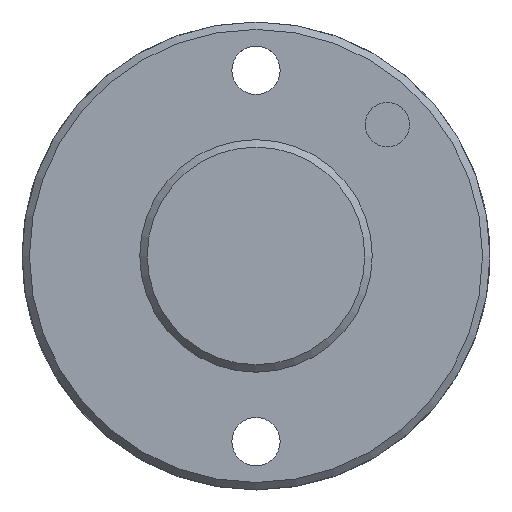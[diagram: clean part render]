
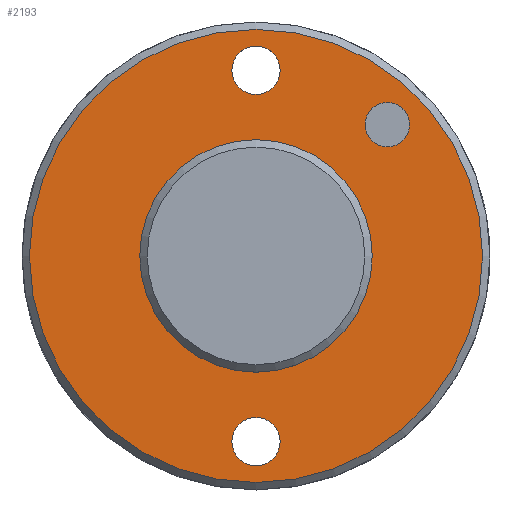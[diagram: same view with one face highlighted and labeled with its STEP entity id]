
A CAD part, top view. The second image highlights one B-rep face of the part: STEP entity #2193.
In plain terms, the highlighted planar face has unit normal (0, 0, 1).
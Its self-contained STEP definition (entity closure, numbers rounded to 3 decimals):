
#68=FACE_BOUND('',#722,.T.);
#69=FACE_BOUND('',#723,.T.);
#70=FACE_BOUND('',#724,.T.);
#71=FACE_BOUND('',#725,.T.);
#580=FACE_OUTER_BOUND('',#721,.T.);
#721=EDGE_LOOP('',(#1702));
#722=EDGE_LOOP('',(#1703));
#723=EDGE_LOOP('',(#1704));
#724=EDGE_LOOP('',(#1705));
#725=EDGE_LOOP('',(#1706));
#847=CIRCLE('',#2350,3.);
#849=CIRCLE('',#2353,3.25);
#850=CIRCLE('',#2355,15.65);
#858=CIRCLE('',#2369,3.25);
#877=CIRCLE('',#2403,30.5);
#997=VERTEX_POINT('',#3437);
#999=VERTEX_POINT('',#3443);
#1000=VERTEX_POINT('',#3447);
#1008=VERTEX_POINT('',#3473);
#1035=VERTEX_POINT('',#3556);
#1233=EDGE_CURVE('',#997,#997,#847,.T.);
#1237=EDGE_CURVE('',#999,#999,#849,.T.);
#1239=EDGE_CURVE('',#1000,#1000,#850,.T.);
#1251=EDGE_CURVE('',#1008,#1008,#858,.T.);
#1291=EDGE_CURVE('',#1035,#1035,#877,.T.);
#1702=ORIENTED_EDGE('',*,*,#1291,.F.);
#1703=ORIENTED_EDGE('',*,*,#1239,.T.);
#1704=ORIENTED_EDGE('',*,*,#1251,.T.);
#1705=ORIENTED_EDGE('',*,*,#1237,.T.);
#1706=ORIENTED_EDGE('',*,*,#1233,.T.);
#2092=PLANE('',#2402);
#2193=ADVANCED_FACE('',(#580,#68,#69,#70,#71),#2092,.T.);
#2350=AXIS2_PLACEMENT_3D('',#3438,#2727,#2728);
#2353=AXIS2_PLACEMENT_3D('',#3445,#2735,#2736);
#2355=AXIS2_PLACEMENT_3D('',#3449,#2740,#2741);
#2369=AXIS2_PLACEMENT_3D('',#3475,#2772,#2773);
#2402=AXIS2_PLACEMENT_3D('',#3555,#2859,#2860);
#2403=AXIS2_PLACEMENT_3D('',#3557,#2861,#2862);
#2727=DIRECTION('center_axis',(0.,0.,-1.));
#2728=DIRECTION('ref_axis',(-1.,0.,0.));
#2735=DIRECTION('center_axis',(0.,0.,-1.));
#2736=DIRECTION('ref_axis',(-1.,0.,0.));
#2740=DIRECTION('center_axis',(0.,0.,-1.));
#2741=DIRECTION('ref_axis',(-1.,0.,0.));
#2772=DIRECTION('center_axis',(0.,0.,-1.));
#2773=DIRECTION('ref_axis',(-1.,0.,0.));
#2859=DIRECTION('center_axis',(0.,0.,1.));
#2860=DIRECTION('ref_axis',(1.,0.,0.));
#2861=DIRECTION('center_axis',(0.,0.,-1.));
#2862=DIRECTION('ref_axis',(1.,0.,0.));
#3437=CARTESIAN_POINT('',(20.678,17.678,7.5));
#3438=CARTESIAN_POINT('Origin',(17.678,17.678,7.5));
#3443=CARTESIAN_POINT('',(3.25,-25.,7.5));
#3445=CARTESIAN_POINT('Origin',(0.,-25.,7.5));
#3447=CARTESIAN_POINT('',(15.65,0.,7.5));
#3449=CARTESIAN_POINT('Origin',(0.,0.,7.5));
#3473=CARTESIAN_POINT('',(3.25,25.,7.5));
#3475=CARTESIAN_POINT('Origin',(0.,25.,7.5));
#3555=CARTESIAN_POINT('Origin',(0.,0.,7.5));
#3556=CARTESIAN_POINT('',(-30.5,0.,7.5));
#3557=CARTESIAN_POINT('Origin',(0.,0.,7.5));
